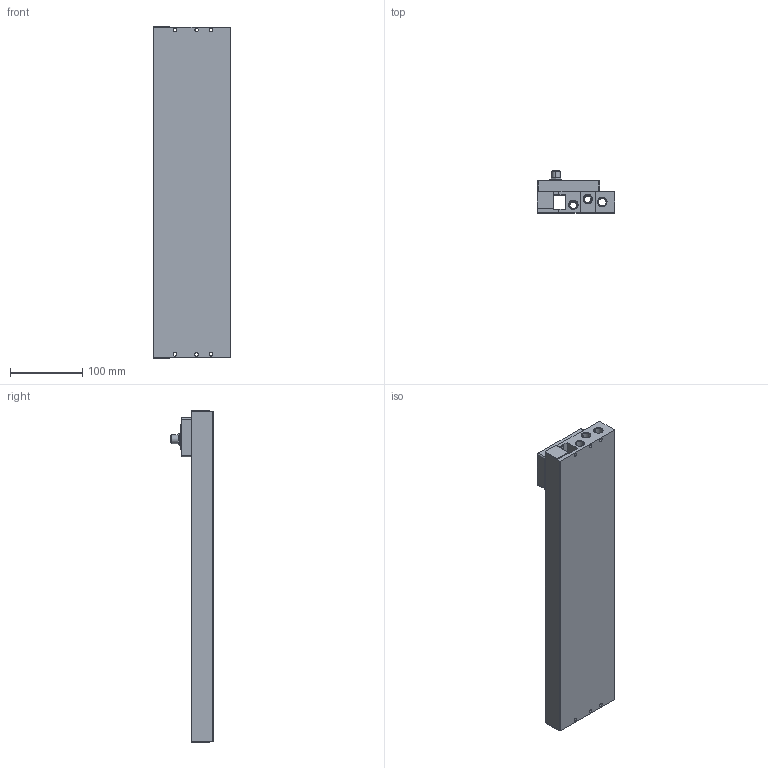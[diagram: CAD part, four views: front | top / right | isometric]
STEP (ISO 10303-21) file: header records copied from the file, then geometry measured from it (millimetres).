
FILE_DESCRIPTION (( 'STEP AP203' ), '1' );
FILE_NAME ('ES2V-24FLK32.STEP', '2022-07-27T13:47:43', ( '' ), ( '' ), 'SwSTEP 2.0', 'SolidWorks 2022', '' );
FILE_SCHEMA (( 'CONFIG_CONTROL_DESIGN' ));
Length unit declared in the file: millimetre
Products named in the file (1): ES2V-24FLK32
Bounding box: 106.7 x 58.4 x 459 mm (x, y, z)
Volume: 1256708.7 mm3; surface area: 217347.2 mm2
Topology: 1 solids, 1 shells, 429 faces, 1024 edges, 670 vertices
Faces by surface type: cylinder 188, cone 116, plane 113, bspline 12
Entity records: 12959 total; most frequent: DIRECTION 2456, CARTESIAN_POINT 2340, ORIENTED_EDGE 2048, AXIS2_PLACEMENT_3D 1026, EDGE_CURVE 1024, VERTEX_POINT 670, CIRCLE 608, EDGE_LOOP 526
